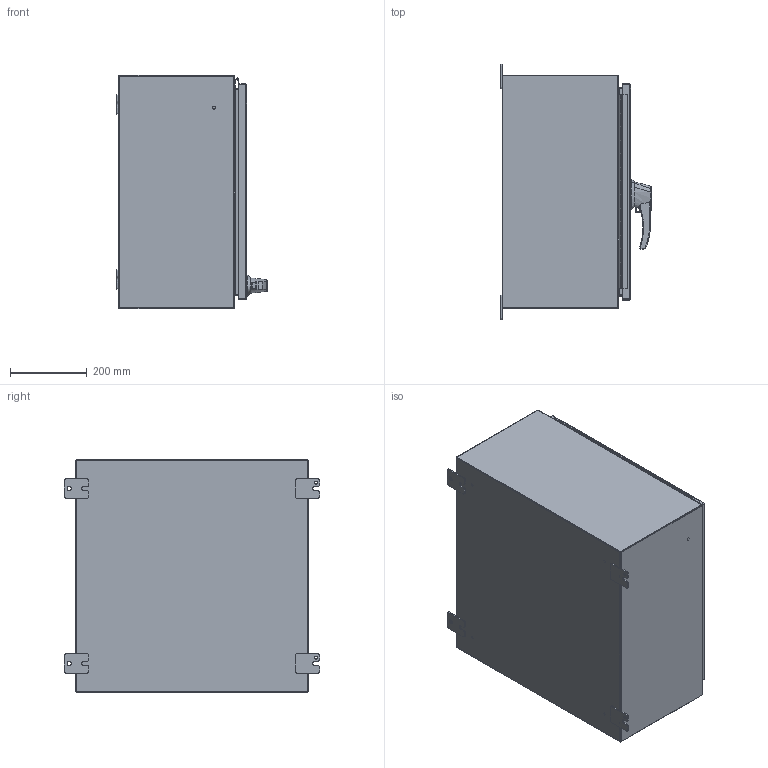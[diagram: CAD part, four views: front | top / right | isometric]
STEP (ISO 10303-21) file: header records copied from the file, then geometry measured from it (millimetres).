
FILE_DESCRIPTION (( 'STEP AP214' ), '1' );
FILE_NAME ('HW242412S16HK.STEP', '2019-08-19T13:30:10', ( '' ), ( '' ), 'SwSTEP 2.0', 'SolidWorks 2018', '' );
FILE_SCHEMA (( 'AUTOMOTIVE_DESIGN' ));
Length unit declared in the file: inch
Products named in the file (1): HW242412S16HK
Bounding box: 392.43 x 666.75 x 609.6 mm (x, y, z)
Volume: 3516380.4 mm3; surface area: 3587497.7 mm2
Topology: 44 solids, 45 shells, 1366 faces, 3421 edges, 2180 vertices
Faces by surface type: plane 654, cylinder 568, bspline 103, cone 41
Entity records: 97662 total; most frequent: CARTESIAN_POINT 47377, ORIENTED_EDGE 6826, DIRECTION 6436, EDGE_CURVE 3413, AXIS2_PLACEMENT_3D 2240, VERTEX_POINT 2180, LINE 1956, VECTOR 1956
